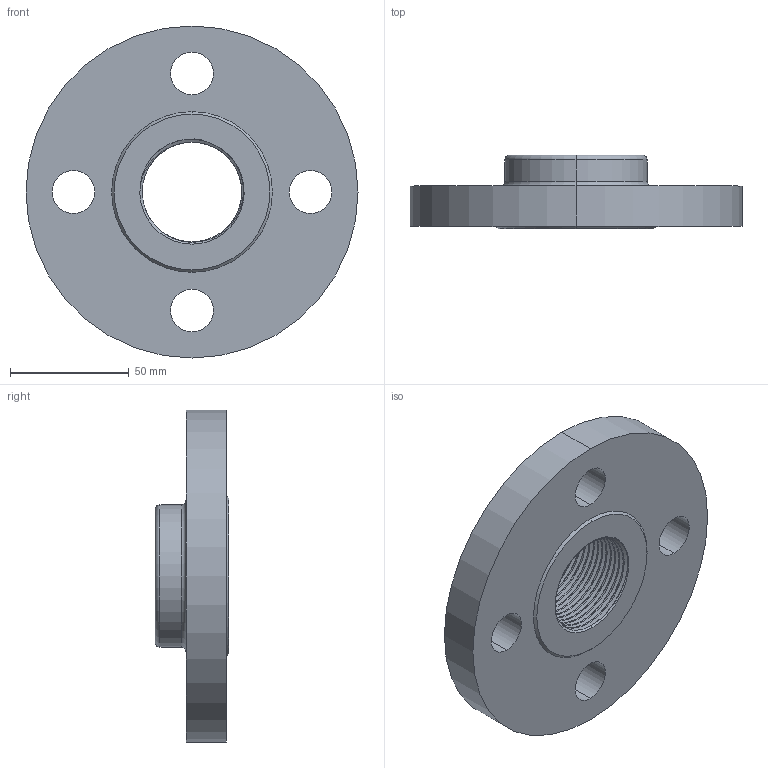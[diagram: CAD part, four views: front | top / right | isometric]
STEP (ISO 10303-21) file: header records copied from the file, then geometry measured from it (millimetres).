
FILE_DESCRIPTION (( 'STEP AP203' ), '1' );
FILE_NAME ('3D_R193_PN10-40_DN32_.STEP', '2024-11-21T11:12:00', ( '' ), ( '' ), 'SwSTEP 2.0', 'SolidWorks 2023', '' );
FILE_SCHEMA (( 'CONFIG_CONTROL_DESIGN' ));
Length unit declared in the file: millimetre
Products named in the file (1): 3D_R193_PN10-40_DN32_
Bounding box: 140 x 31 x 140 mm (x, y, z)
Volume: 239146.1 mm3; surface area: 46047.3 mm2
Topology: 1 solids, 1 shells, 54 faces, 145 edges, 95 vertices
Faces by surface type: cylinder 36, cone 6, plane 5, torus 4, bspline 3
Entity records: 4711 total; most frequent: CARTESIAN_POINT 3392, ORIENTED_EDGE 290, DIRECTION 235, EDGE_CURVE 145, VERTEX_POINT 95, AXIS2_PLACEMENT_3D 95, EDGE_LOOP 66, FACE_OUTER_BOUND 54
